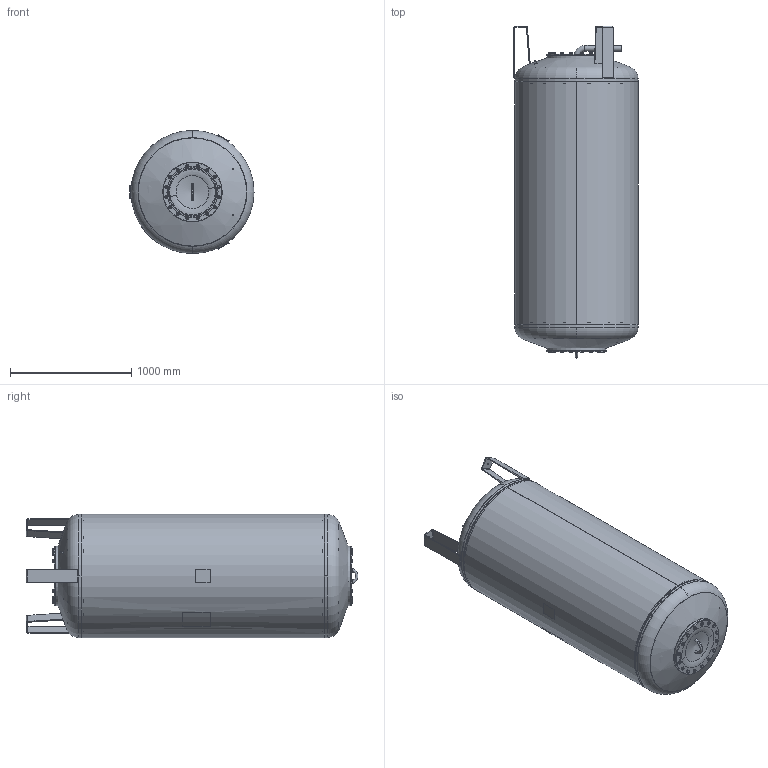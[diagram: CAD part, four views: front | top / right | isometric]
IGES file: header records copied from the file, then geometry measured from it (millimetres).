
Global section: file name: No Iges File Name specified; native system: Autodesk Inventor 2009; preprocessor: AutoDesk Inventor Iges Exporter R2009; author: CADJOBServer; date: 20091110.073315; units: millimetre
Bounding box: 1024 x 2737.85 x 1016 mm (x, y, z)
Volume: 51712069.1 mm3; surface area: 26613977 mm2
Topology: 38 solids, 38 shells, 1952 faces, 4845 edges, 3138 vertices
Faces by surface type: plane 710, bspline 384, cone 298, cylinder 243, revolution 233, torus 78, sphere 6
